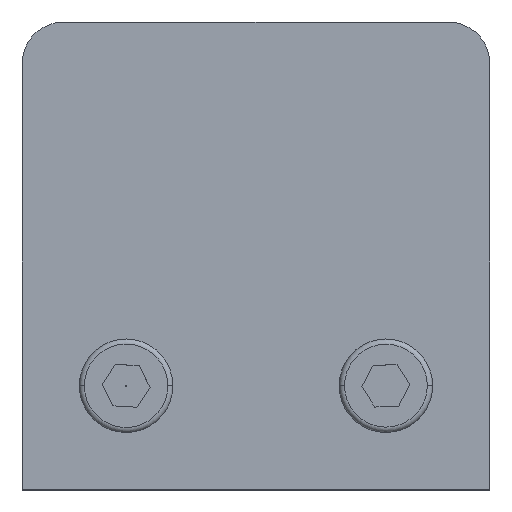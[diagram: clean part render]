
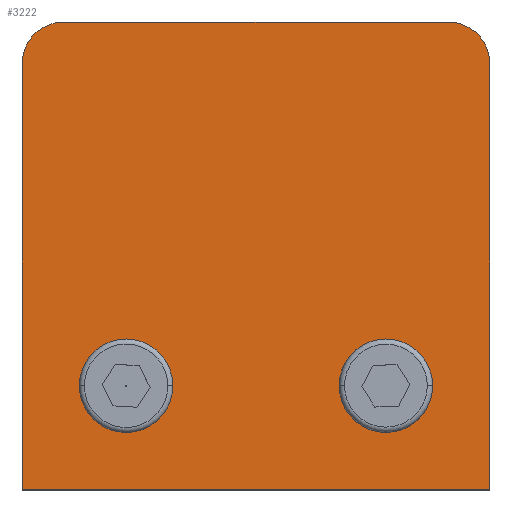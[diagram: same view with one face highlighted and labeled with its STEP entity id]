
A CAD part, top view. The second image highlights one B-rep face of the part: STEP entity #3222.
In plain terms, the highlighted planar face has unit normal (0, 0, 1).
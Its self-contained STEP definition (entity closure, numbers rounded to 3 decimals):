
#9 = DIRECTION ( 'NONE',  ( 0., 0., 1. ) ) ;
#33 = DIRECTION ( 'NONE',  ( 0., 1., 0. ) ) ;
#35 = VERTEX_POINT ( 'NONE', #2927 ) ;
#46 = CARTESIAN_POINT ( 'NONE',  ( 22.5, -7.481, 20.75 ) ) ;
#68 = DIRECTION ( 'NONE',  ( 0., 0., -1. ) ) ;
#77 = EDGE_CURVE ( 'NONE', #1377, #3429, #1121, .T. ) ;
#153 = AXIS2_PLACEMENT_3D ( 'NONE', #2597, #2916, #342 ) ;
#189 = VERTEX_POINT ( 'NONE', #2463 ) ;
#273 = VECTOR ( 'NONE', #1387, 1000. ) ;
#313 = CARTESIAN_POINT ( 'NONE',  ( -18.5, 37.5, 20.75 ) ) ;
#330 = DIRECTION ( 'NONE',  ( 1., 0., 0. ) ) ;
#342 = DIRECTION ( 'NONE',  ( 1., 0., 0. ) ) ;
#507 = DIRECTION ( 'NONE',  ( 1., 0., 0. ) ) ;
#576 = CARTESIAN_POINT ( 'NONE',  ( -18.5, 33.5, 20.75 ) ) ;
#619 = PLANE ( 'NONE',  #3547 ) ;
#671 = CARTESIAN_POINT ( 'NONE',  ( 17., 2.5, 20.75 ) ) ;
#685 = ORIENTED_EDGE ( 'NONE', *, *, #2590, .T. ) ;
#720 = CARTESIAN_POINT ( 'NONE',  ( 8., 2.5, 20.75 ) ) ;
#848 = CARTESIAN_POINT ( 'NONE',  ( 22.5, 33.5, 20.75 ) ) ;
#881 = CARTESIAN_POINT ( 'NONE',  ( -12.5, 2.5, 20.75 ) ) ;
#951 = EDGE_LOOP ( 'NONE', ( #1662, #1289 ) ) ;
#979 = AXIS2_PLACEMENT_3D ( 'NONE', #881, #2311, #3438 ) ;
#1063 = DIRECTION ( 'NONE',  ( 1., 0., 0. ) ) ;
#1074 = CARTESIAN_POINT ( 'NONE',  ( 22.5, 37.5, 20.75 ) ) ;
#1082 = VERTEX_POINT ( 'NONE', #1461 ) ;
#1121 = CIRCLE ( 'NONE', #3202, 4.5 ) ;
#1175 = EDGE_CURVE ( 'NONE', #3086, #3617, #3639, .T. ) ;
#1266 = EDGE_CURVE ( 'NONE', #3617, #189, #3534, .T. ) ;
#1289 = ORIENTED_EDGE ( 'NONE', *, *, #77, .F. ) ;
#1373 = ORIENTED_EDGE ( 'NONE', *, *, #1175, .T. ) ;
#1377 = VERTEX_POINT ( 'NONE', #720 ) ;
#1387 = DIRECTION ( 'NONE',  ( 0., -1., 0. ) ) ;
#1461 = CARTESIAN_POINT ( 'NONE',  ( -22.5, -7.481, 20.75 ) ) ;
#1475 = VECTOR ( 'NONE', #1685, 1000. ) ;
#1494 = DIRECTION ( 'NONE',  ( 0., 1., 0. ) ) ;
#1584 = EDGE_CURVE ( 'NONE', #3062, #35, #2303, .T. ) ;
#1662 = ORIENTED_EDGE ( 'NONE', *, *, #2853, .F. ) ;
#1680 = EDGE_CURVE ( 'NONE', #35, #3062, #2054, .T. ) ;
#1685 = DIRECTION ( 'NONE',  ( 0., -1., 0. ) ) ;
#1780 = CIRCLE ( 'NONE', #153, 4.5 ) ;
#1830 = CIRCLE ( 'NONE', #3309, 4. ) ;
#1925 = ORIENTED_EDGE ( 'NONE', *, *, #1266, .T. ) ;
#1939 = AXIS2_PLACEMENT_3D ( 'NONE', #576, #9, #1494 ) ;
#1944 = LINE ( 'NONE', #3419, #2571 ) ;
#1987 = EDGE_CURVE ( 'NONE', #2238, #3086, #1830, .T. ) ;
#2030 = EDGE_LOOP ( 'NONE', ( #3677, #2946 ) ) ;
#2034 = FACE_BOUND ( 'NONE', #2030, .T. ) ;
#2054 = CIRCLE ( 'NONE', #2715, 4.5 ) ;
#2238 = VERTEX_POINT ( 'NONE', #848 ) ;
#2239 = CARTESIAN_POINT ( 'NONE',  ( 12.5, 2.5, 20.75 ) ) ;
#2249 = LINE ( 'NONE', #3083, #1475 ) ;
#2276 = LINE ( 'NONE', #3342, #273 ) ;
#2303 = CIRCLE ( 'NONE', #979, 4.5 ) ;
#2311 = DIRECTION ( 'NONE',  ( 0., 0., 1. ) ) ;
#2423 = ORIENTED_EDGE ( 'NONE', *, *, #1987, .T. ) ;
#2440 = DIRECTION ( 'NONE',  ( 0., 0., 1. ) ) ;
#2441 = CARTESIAN_POINT ( 'NONE',  ( -17., 2.5, 20.75 ) ) ;
#2463 = CARTESIAN_POINT ( 'NONE',  ( -22.5, 33.5, 20.75 ) ) ;
#2522 = CARTESIAN_POINT ( 'NONE',  ( 18.5, 37.5, 20.75 ) ) ;
#2548 = VECTOR ( 'NONE', #2549, 1000. ) ;
#2549 = DIRECTION ( 'NONE',  ( -1., 0., 0. ) ) ;
#2571 = VECTOR ( 'NONE', #507, 1000. ) ;
#2590 = EDGE_CURVE ( 'NONE', #189, #1082, #2276, .T. ) ;
#2597 = CARTESIAN_POINT ( 'NONE',  ( 12.5, 2.5, 20.75 ) ) ;
#2715 = AXIS2_PLACEMENT_3D ( 'NONE', #3612, #2440, #1063 ) ;
#2853 = EDGE_CURVE ( 'NONE', #3429, #1377, #1780, .T. ) ;
#2895 = ORIENTED_EDGE ( 'NONE', *, *, #3098, .F. ) ;
#2903 = DIRECTION ( 'NONE',  ( 0., 0., 1. ) ) ;
#2916 = DIRECTION ( 'NONE',  ( 0., 0., 1. ) ) ;
#2927 = CARTESIAN_POINT ( 'NONE',  ( -8., 2.5, 20.75 ) ) ;
#2946 = ORIENTED_EDGE ( 'NONE', *, *, #1584, .F. ) ;
#2947 = FACE_OUTER_BOUND ( 'NONE', #3453, .T. ) ;
#3062 = VERTEX_POINT ( 'NONE', #2441 ) ;
#3083 = CARTESIAN_POINT ( 'NONE',  ( 22.5, 37.5, 20.75 ) ) ;
#3086 = VERTEX_POINT ( 'NONE', #2522 ) ;
#3098 = EDGE_CURVE ( 'NONE', #2238, #3638, #2249, .T. ) ;
#3153 = CARTESIAN_POINT ( 'NONE',  ( 18.5, 33.5, 20.75 ) ) ;
#3174 = CARTESIAN_POINT ( 'NONE',  ( 22.5, 37.5, 20.75 ) ) ;
#3202 = AXIS2_PLACEMENT_3D ( 'NONE', #2239, #3658, #330 ) ;
#3206 = EDGE_CURVE ( 'NONE', #1082, #3638, #1944, .T. ) ;
#3222 = ADVANCED_FACE ( 'NONE', ( #2034, #3459, #2947 ), #619, .F. ) ;
#3309 = AXIS2_PLACEMENT_3D ( 'NONE', #3153, #2903, #33 ) ;
#3342 = CARTESIAN_POINT ( 'NONE',  ( -22.5, 37.5, 20.75 ) ) ;
#3407 = ORIENTED_EDGE ( 'NONE', *, *, #3206, .T. ) ;
#3419 = CARTESIAN_POINT ( 'NONE',  ( -42.5, -7.481, 20.75 ) ) ;
#3429 = VERTEX_POINT ( 'NONE', #671 ) ;
#3438 = DIRECTION ( 'NONE',  ( 1., 0., 0. ) ) ;
#3453 = EDGE_LOOP ( 'NONE', ( #685, #3407, #2895, #2423, #1373, #1925 ) ) ;
#3459 = FACE_BOUND ( 'NONE', #951, .T. ) ;
#3476 = DIRECTION ( 'NONE',  ( 0., 1., 0. ) ) ;
#3534 = CIRCLE ( 'NONE', #1939, 4. ) ;
#3547 = AXIS2_PLACEMENT_3D ( 'NONE', #3174, #68, #3476 ) ;
#3612 = CARTESIAN_POINT ( 'NONE',  ( -12.5, 2.5, 20.75 ) ) ;
#3617 = VERTEX_POINT ( 'NONE', #313 ) ;
#3638 = VERTEX_POINT ( 'NONE', #46 ) ;
#3639 = LINE ( 'NONE', #1074, #2548 ) ;
#3658 = DIRECTION ( 'NONE',  ( 0., 0., 1. ) ) ;
#3677 = ORIENTED_EDGE ( 'NONE', *, *, #1680, .F. ) ;
